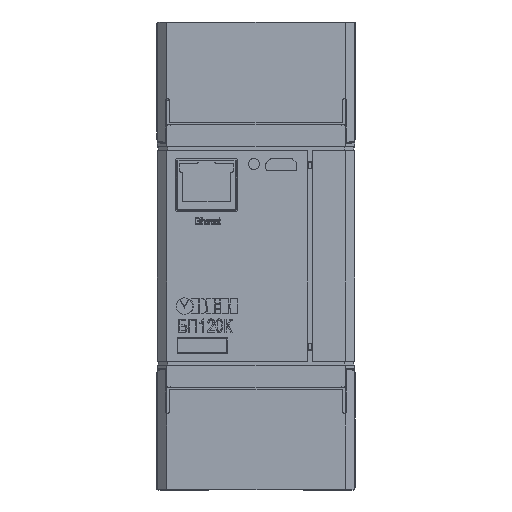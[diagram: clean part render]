
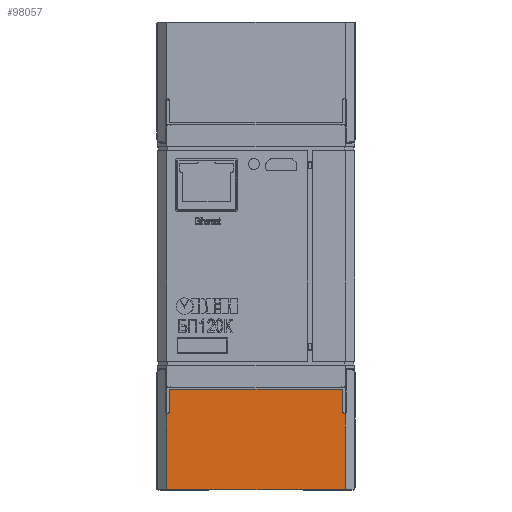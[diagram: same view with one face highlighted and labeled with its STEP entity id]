
A CAD part, top view. The second image highlights one B-rep face of the part: STEP entity #98057.
In plain terms, the highlighted planar face has unit normal (0, -0.016, 1).
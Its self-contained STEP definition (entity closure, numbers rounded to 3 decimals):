
#6357 = VECTOR ( 'NONE', #96581, 1000. ) ;
#10679 = VERTEX_POINT ( 'NONE', #79322 ) ;
#11226 = DIRECTION ( 'NONE',  ( 0., 0.016, -1. ) ) ;
#12776 = ORIENTED_EDGE ( 'NONE', *, *, #111176, .T. ) ;
#14596 = EDGE_LOOP ( 'NONE', ( #78787, #46571, #48713, #114869, #126815, #107856, #12776, #126397 ) ) ;
#16904 = CIRCLE ( 'NONE', #138780, 0.5 ) ;
#18324 = CARTESIAN_POINT ( 'NONE',  ( 0.432, -31.423, 166.174 ) ) ;
#19952 = LINE ( 'NONE', #68698, #145772 ) ;
#23061 = VERTEX_POINT ( 'NONE', #124755 ) ;
#27605 = DIRECTION ( 'NONE',  ( 1., 0., 0. ) ) ;
#29061 = EDGE_CURVE ( 'NONE', #64986, #31914, #119493, .T. ) ;
#31914 = VERTEX_POINT ( 'NONE', #145601 ) ;
#34242 = CARTESIAN_POINT ( 'NONE',  ( 46.332, -31.423, 166.174 ) ) ;
#36975 = PLANE ( 'NONE',  #101360 ) ;
#39814 = CARTESIAN_POINT ( 'NONE',  ( -0.368, -58.085, 165.747 ) ) ;
#44804 = DIRECTION ( 'NONE',  ( 0., 0.016, -1. ) ) ;
#46020 = EDGE_CURVE ( 'NONE', #10679, #141570, #92730, .T. ) ;
#46571 = ORIENTED_EDGE ( 'NONE', *, *, #65768, .T. ) ;
#48713 = ORIENTED_EDGE ( 'NONE', *, *, #29061, .T. ) ;
#51155 = VECTOR ( 'NONE', #27605, 1000. ) ;
#51958 = CARTESIAN_POINT ( 'NONE',  ( 47.132, -37.722, 166.073 ) ) ;
#58306 = DIRECTION ( 'NONE',  ( -1., 0., 0. ) ) ;
#59344 = DIRECTION ( 'NONE',  ( -1., 0., 0. ) ) ;
#62052 = VERTEX_POINT ( 'NONE', #95574 ) ;
#64986 = VERTEX_POINT ( 'NONE', #18324 ) ;
#65405 = EDGE_CURVE ( 'NONE', #23061, #62052, #119310, .T. ) ;
#65768 = EDGE_CURVE ( 'NONE', #62052, #64986, #126556, .T. ) ;
#68698 = CARTESIAN_POINT ( 'NONE',  ( 47.132, -58.085, 165.747 ) ) ;
#70676 = LINE ( 'NONE', #138646, #93739 ) ;
#71294 = EDGE_CURVE ( 'NONE', #134417, #10679, #70676, .T. ) ;
#74947 = AXIS2_PLACEMENT_3D ( 'NONE', #150861, #11226, #140896 ) ;
#78787 = ORIENTED_EDGE ( 'NONE', *, *, #65405, .T. ) ;
#79322 = CARTESIAN_POINT ( 'NONE',  ( -0.368, -58.085, 165.747 ) ) ;
#79809 = VECTOR ( 'NONE', #120047, 1000. ) ;
#82442 = CARTESIAN_POINT ( 'NONE',  ( -0.368, -37.722, 166.073 ) ) ;
#83475 = CARTESIAN_POINT ( 'NONE',  ( 23.382, -42.972, 165.989 ) ) ;
#85716 = CARTESIAN_POINT ( 'NONE',  ( 46.332, -37.323, 166.079 ) ) ;
#92730 = LINE ( 'NONE', #39814, #51155 ) ;
#93739 = VECTOR ( 'NONE', #150846, 1000. ) ;
#95574 = CARTESIAN_POINT ( 'NONE',  ( 46.332, -31.423, 166.174 ) ) ;
#95833 = CARTESIAN_POINT ( 'NONE',  ( 0.432, -31.423, 166.174 ) ) ;
#96581 = DIRECTION ( 'NONE',  ( 0., -1., -0.016 ) ) ;
#98057 = ADVANCED_FACE ( 'NONE', ( #141477 ), #36975, .T. ) ;
#98572 = VERTEX_POINT ( 'NONE', #51958 ) ;
#101360 = AXIS2_PLACEMENT_3D ( 'NONE', #83475, #128514, #58306 ) ;
#104083 = EDGE_CURVE ( 'NONE', #31914, #134417, #113965, .T. ) ;
#107856 = ORIENTED_EDGE ( 'NONE', *, *, #46020, .T. ) ;
#111176 = EDGE_CURVE ( 'NONE', #141570, #98572, #19952, .T. ) ;
#113897 = VECTOR ( 'NONE', #59344, 1000. ) ;
#113965 = CIRCLE ( 'NONE', #74947, 0.5 ) ;
#114869 = ORIENTED_EDGE ( 'NONE', *, *, #104083, .T. ) ;
#114971 = CARTESIAN_POINT ( 'NONE',  ( 46.832, -37.323, 166.079 ) ) ;
#116500 = EDGE_CURVE ( 'NONE', #98572, #23061, #16904, .T. ) ;
#119310 = LINE ( 'NONE', #85716, #79809 ) ;
#119493 = LINE ( 'NONE', #95833, #6357 ) ;
#120047 = DIRECTION ( 'NONE',  ( 0., 1., 0.016 ) ) ;
#124755 = CARTESIAN_POINT ( 'NONE',  ( 46.332, -37.323, 166.079 ) ) ;
#125199 = DIRECTION ( 'NONE',  ( 0., 1., 0.016 ) ) ;
#125653 = DIRECTION ( 'NONE',  ( 0.6, -0.8, -0.013 ) ) ;
#126397 = ORIENTED_EDGE ( 'NONE', *, *, #116500, .T. ) ;
#126556 = LINE ( 'NONE', #34242, #113897 ) ;
#126815 = ORIENTED_EDGE ( 'NONE', *, *, #71294, .T. ) ;
#128514 = DIRECTION ( 'NONE',  ( 0., -0.016, 1. ) ) ;
#134417 = VERTEX_POINT ( 'NONE', #82442 ) ;
#137257 = CARTESIAN_POINT ( 'NONE',  ( 47.132, -58.085, 165.747 ) ) ;
#138646 = CARTESIAN_POINT ( 'NONE',  ( -0.368, -37.722, 166.073 ) ) ;
#138780 = AXIS2_PLACEMENT_3D ( 'NONE', #114971, #44804, #125653 ) ;
#140896 = DIRECTION ( 'NONE',  ( 1., 0., 0. ) ) ;
#141477 = FACE_OUTER_BOUND ( 'NONE', #14596, .T. ) ;
#141570 = VERTEX_POINT ( 'NONE', #137257 ) ;
#145601 = CARTESIAN_POINT ( 'NONE',  ( 0.432, -37.323, 166.079 ) ) ;
#145772 = VECTOR ( 'NONE', #125199, 1000. ) ;
#150846 = DIRECTION ( 'NONE',  ( 0., -1., -0.016 ) ) ;
#150861 = CARTESIAN_POINT ( 'NONE',  ( -0.068, -37.323, 166.079 ) ) ;
